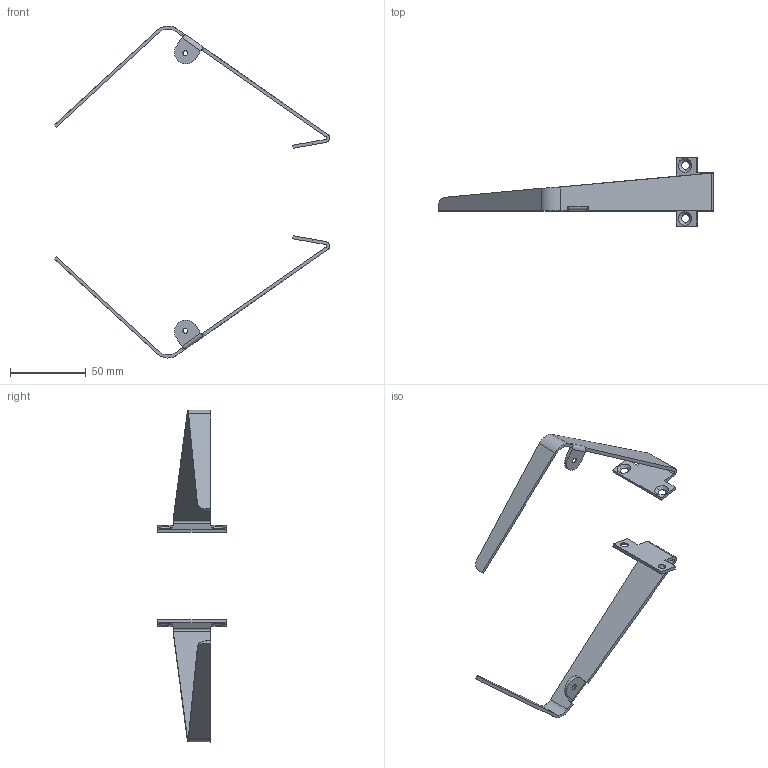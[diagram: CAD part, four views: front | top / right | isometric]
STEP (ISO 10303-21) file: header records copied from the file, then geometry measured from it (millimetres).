
FILE_DESCRIPTION(('STEP AP214'),'1');
FILE_NAME('8041231 transFORM Regalbodenhalter.STP','2023-11-23T10:23:49',(' '),(' '),'Spatial InterOp 3D',' ',' ');
FILE_SCHEMA(('AUTOMOTIVE_DESIGN { 1 0 10303 214 1 1 1 1 }'));
Length unit declared in the file: millimetre
Products named in the file (1): Stripe 2400|Halter Holz TransForm+#Halter Holz TransForm+;Halter Holz TransForm+
Bounding box: 181.3 x 45 x 218.83 mm (x, y, z)
Volume: 18888 mm3; surface area: 21636.6 mm2
Topology: 2 solids, 2 shells, 98 faces, 250 edges, 156 vertices
Faces by surface type: plane 50, cylinder 30, cone 12, bspline 6
Entity records: 3066 total; most frequent: CARTESIAN_POINT 626, ORIENTED_EDGE 500, DIRECTION 494, EDGE_CURVE 250, LINE 170, VECTOR 170, AXIS2_PLACEMENT_3D 162, VERTEX_POINT 156
